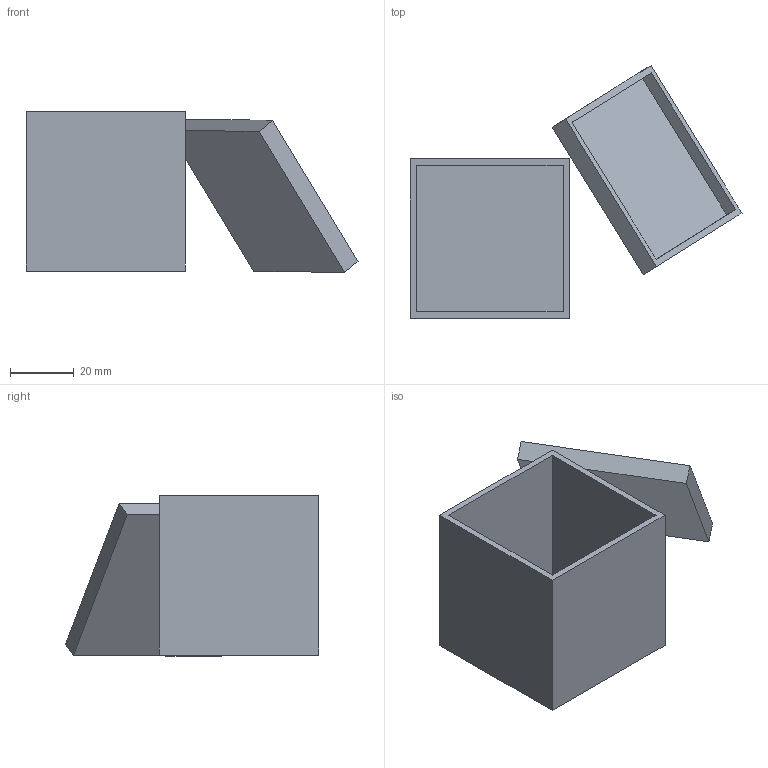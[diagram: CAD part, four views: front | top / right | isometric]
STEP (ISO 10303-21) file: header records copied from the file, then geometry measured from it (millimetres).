
FILE_DESCRIPTION(/* description */ (''),/* implementation_level */ '2;1');
FILE_NAME(/* name */ 'box.step',/* time_stamp */ '2023-05-11T11:26:41+03:00',/* author */ (''),/* organization */ (''),/* preprocessor_version */ 'ST-DEVELOPER v19.2',/* originating_system */ 'Autodesk Translation Framework v12.4.0.73',/* authorisation */ '');
FILE_SCHEMA (('AUTOMOTIVE_DESIGN { 1 0 10303 214 3 1 1 }'));
Length unit declared in the file: millimetre
Products named in the file (1): (Unsaved)
Bounding box: 104.1 x 79.4 x 50.44 mm (x, y, z)
Volume: 31027.5 mm3; surface area: 31862.7 mm2
Topology: 2 solids, 2 shells, 22 faces, 48 edges, 32 vertices
Faces by surface type: plane 22
Entity records: 639 total; most frequent: CARTESIAN_POINT 103, ORIENTED_EDGE 96, DIRECTION 94, LINE 48, VECTOR 48, EDGE_CURVE 48, VERTEX_POINT 32, EDGE_LOOP 24
